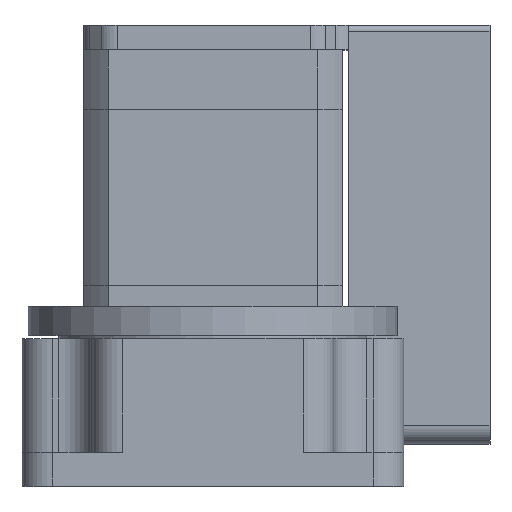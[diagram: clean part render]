
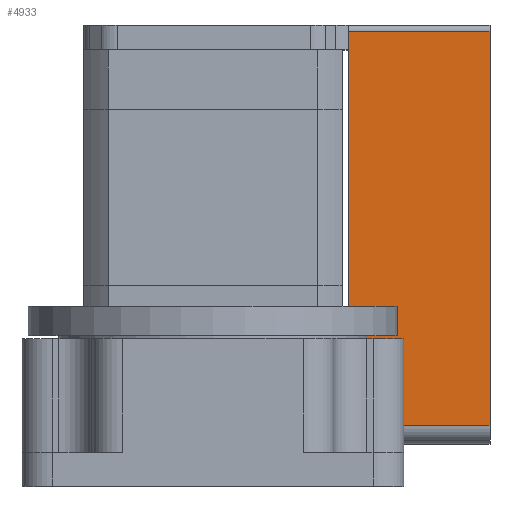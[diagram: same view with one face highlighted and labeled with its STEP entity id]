
A CAD part, top view. The second image highlights one B-rep face of the part: STEP entity #4933.
In plain terms, the highlighted face is planar.
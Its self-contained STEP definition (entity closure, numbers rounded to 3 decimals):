
#294 = DIRECTION ( 'NONE',  ( -1., 0., 0. ) ) ;
#809 = CARTESIAN_POINT ( 'NONE',  ( 22., 18.77, -50. ) ) ;
#1619 = CARTESIAN_POINT ( 'NONE',  ( 22., 18.77, 14. ) ) ;
#2117 = VERTEX_POINT ( 'NONE', #8445 ) ;
#2198 = FACE_OUTER_BOUND ( 'NONE', #3379, .T. ) ;
#2307 = VERTEX_POINT ( 'NONE', #2716 ) ;
#2716 = CARTESIAN_POINT ( 'NONE',  ( 22., 18.77, -50. ) ) ;
#2939 = CARTESIAN_POINT ( 'NONE',  ( 45., 18.77, 79.277 ) ) ;
#3209 = CARTESIAN_POINT ( 'NONE',  ( 45., 18.77, -50. ) ) ;
#3256 = VECTOR ( 'NONE', #9323, 1000. ) ;
#3379 = EDGE_LOOP ( 'NONE', ( #10562, #10556, #4241, #7728 ) ) ;
#3435 = CARTESIAN_POINT ( 'NONE',  ( 22., 18.77, 79.277 ) ) ;
#3530 = EDGE_CURVE ( 'NONE', #10167, #2117, #8406, .T. ) ;
#4179 = CARTESIAN_POINT ( 'NONE',  ( 22., 18.77, 14. ) ) ;
#4241 = ORIENTED_EDGE ( 'NONE', *, *, #6226, .T. ) ;
#4299 = VERTEX_POINT ( 'NONE', #3209 ) ;
#4932 = CARTESIAN_POINT ( 'NONE',  ( 22., 18.77, 79.277 ) ) ;
#4933 = ADVANCED_FACE ( 'NONE', ( #2198 ), #6672, .T. ) ;
#5171 = LINE ( 'NONE', #809, #10115 ) ;
#5992 = LINE ( 'NONE', #3435, #9761 ) ;
#6158 = EDGE_CURVE ( 'NONE', #10167, #2307, #5992, .T. ) ;
#6226 = EDGE_CURVE ( 'NONE', #2117, #4299, #7292, .T. ) ;
#6672 = PLANE ( 'NONE',  #10462 ) ;
#6972 = DIRECTION ( 'NONE',  ( 0., 0., -1. ) ) ;
#7292 = LINE ( 'NONE', #2939, #9945 ) ;
#7728 = ORIENTED_EDGE ( 'NONE', *, *, #7844, .T. ) ;
#7844 = EDGE_CURVE ( 'NONE', #4299, #2307, #5171, .T. ) ;
#8406 = LINE ( 'NONE', #4179, #3256 ) ;
#8445 = CARTESIAN_POINT ( 'NONE',  ( 45., 18.77, 14. ) ) ;
#8452 = DIRECTION ( 'NONE',  ( 0., 1., 0. ) ) ;
#8682 = DIRECTION ( 'NONE',  ( -1., 0., 0. ) ) ;
#9323 = DIRECTION ( 'NONE',  ( 1., 0., 0. ) ) ;
#9761 = VECTOR ( 'NONE', #6972, 1000. ) ;
#9945 = VECTOR ( 'NONE', #10699, 1000. ) ;
#10115 = VECTOR ( 'NONE', #8682, 1000. ) ;
#10167 = VERTEX_POINT ( 'NONE', #1619 ) ;
#10462 = AXIS2_PLACEMENT_3D ( 'NONE', #4932, #8452, #294 ) ;
#10556 = ORIENTED_EDGE ( 'NONE', *, *, #3530, .T. ) ;
#10562 = ORIENTED_EDGE ( 'NONE', *, *, #6158, .F. ) ;
#10699 = DIRECTION ( 'NONE',  ( 0., 0., -1. ) ) ;
